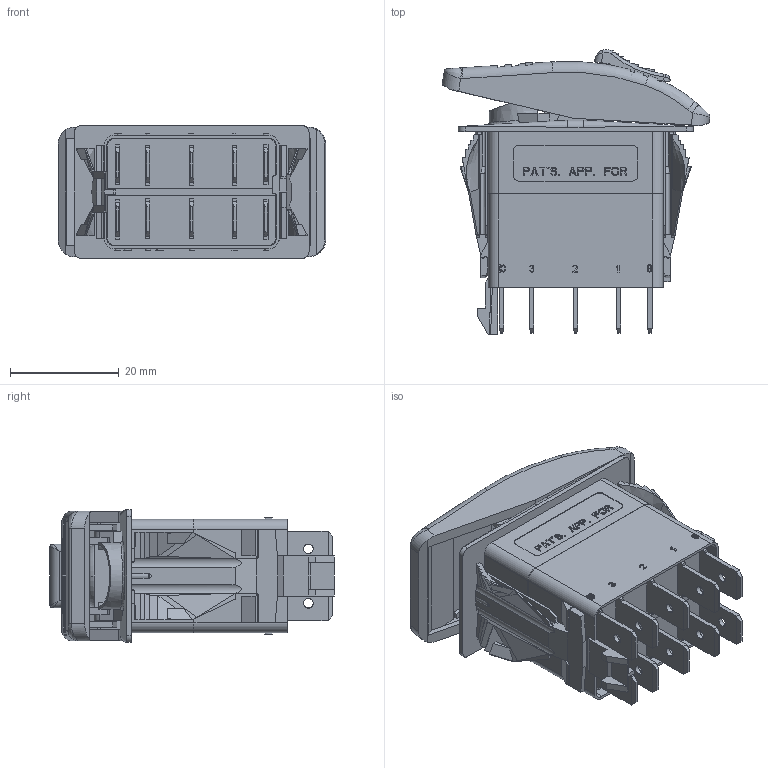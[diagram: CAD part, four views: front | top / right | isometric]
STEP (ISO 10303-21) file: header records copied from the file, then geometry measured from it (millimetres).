
FILE_DESCRIPTION((''),'2;1');
FILE_NAME('VDB2HWVB-C8LY2-1_SW0001','2011-09-22T',('leads.cao'),(''),'PRO/ENGINEER BY PARAMETRIC TECHNOLOGY CORPORATION, 2010280','PRO/ENGINEER BY PARAMETRIC TECHNOLOGY CORPORATION, 2010280','');
FILE_SCHEMA(('CONFIG_CONTROL_DESIGN'));
Products named in the file (1): VDB2HWVB-C8LY2-1_SW0001
Bounding box: 49.19 x 52.34 x 24.38 mm (x, y, z)
Volume: 15342.9 mm3; surface area: 20043.9 mm2
Topology: 1 solids, 1 shells, 2445 faces, 6934 edges, 4519 vertices
Faces by surface type: plane 2027, cylinder 265, bspline 89, cone 36, torus 26, sphere 2
Entity records: 82430 total; most frequent: CARTESIAN_POINT 19590, ORIENTED_EDGE 13820, DIRECTION 11818, EDGE_CURVE 6910, VECTOR 5932, LINE 5932, VERTEX_POINT 4519, AXIS2_PLACEMENT_3D 2943
